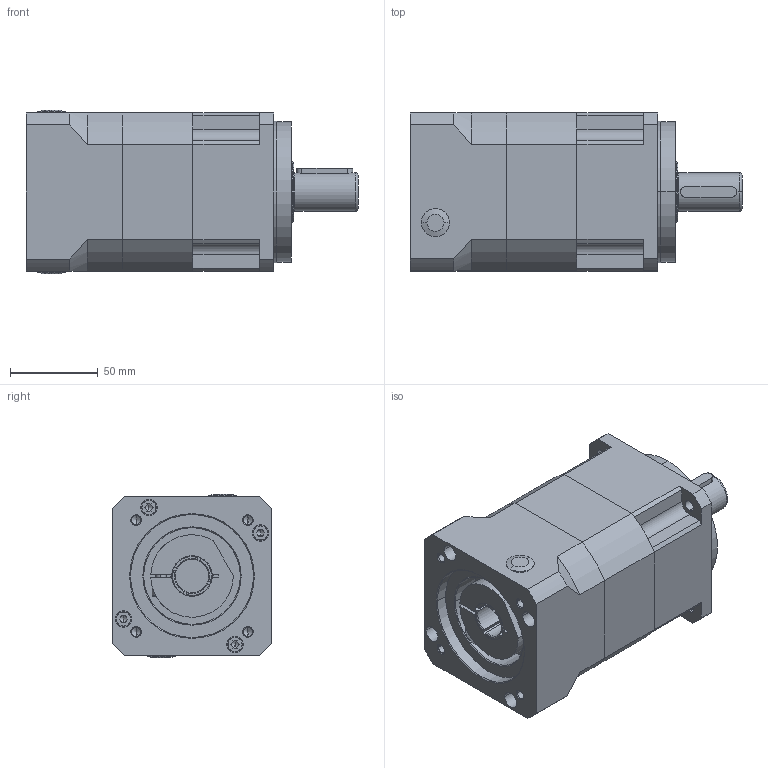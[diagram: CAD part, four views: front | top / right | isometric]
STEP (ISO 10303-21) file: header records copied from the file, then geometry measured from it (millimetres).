
FILE_DESCRIPTION (( 'STEP AP203' ), '1' );
FILE_NAME ('090邧僇俋夤.STEP', '2017-09-18T09:24:20', ( 'Sky123.Org' ), ( 'Sky123.Org' ), 'SwSTEP 2.0', 'SolidWorks 2012', '' );
FILE_SCHEMA (( 'CONFIG_CONTROL_DESIGN' ));
Length unit declared in the file: millimetre
Products named in the file (1): 090邧僇俋夤
Bounding box: 189 x 90 x 93 mm (x, y, z)
Volume: 1052235.6 mm3; surface area: 139535.1 mm2
Topology: 18 solids, 19 shells, 481 faces, 1153 edges, 715 vertices
Faces by surface type: plane 194, cylinder 145, cone 82, torus 32, bspline 24, sphere 4
Entity records: 15086 total; most frequent: CARTESIAN_POINT 3758, DIRECTION 2458, ORIENTED_EDGE 2266, EDGE_CURVE 1133, AXIS2_PLACEMENT_3D 966, VERTEX_POINT 715, EDGE_LOOP 538, LINE 526
